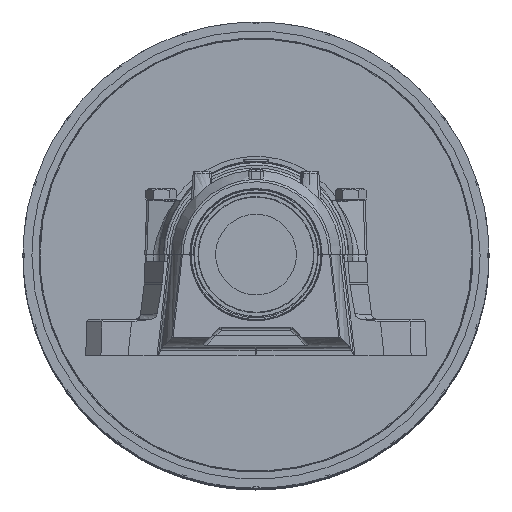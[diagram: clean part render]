
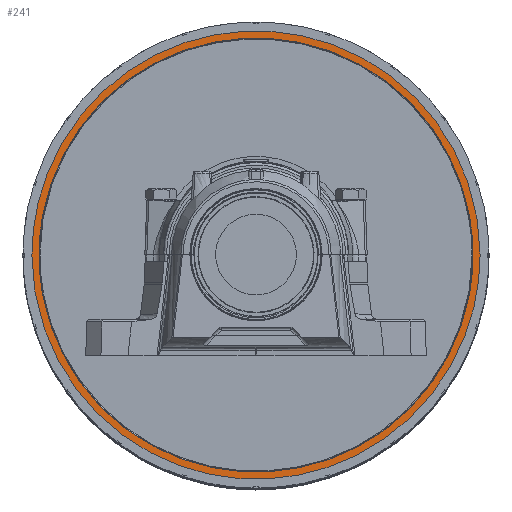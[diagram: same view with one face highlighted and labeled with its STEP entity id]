
A CAD part, top view. The second image highlights one B-rep face of the part: STEP entity #241.
In plain terms, the highlighted free-form (B-spline) face has degree [1, 1] with [2, 2] control points.
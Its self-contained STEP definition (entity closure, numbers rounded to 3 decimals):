
#72 = VERTEX_POINT('',#73);
#73 = CARTESIAN_POINT('',(271.51,0.,673.165));
#78 = EDGE_CURVE('',#79,#72,#81,.T.);
#79 = VERTEX_POINT('',#80);
#80 = CARTESIAN_POINT('',(-271.51,0.,
    673.165));
#81 = ( BOUNDED_CURVE() B_SPLINE_CURVE(2,(#82,#83,#84,#85,#86),
.UNSPECIFIED.,.F.,.F.) B_SPLINE_CURVE_WITH_KNOTS((3,2,3),(3.142,
4.712,6.283),.PIECEWISE_BEZIER_KNOTS.) CURVE() 
GEOMETRIC_REPRESENTATION_ITEM() RATIONAL_B_SPLINE_CURVE((1.,
0.707,1.,0.707,1.)) REPRESENTATION_ITEM('') );
#82 = CARTESIAN_POINT('',(-271.51,0.,
    673.165));
#83 = CARTESIAN_POINT('',(-271.51,-271.51,
    673.165));
#84 = CARTESIAN_POINT('',(0.,-271.51,
    673.165));
#85 = CARTESIAN_POINT('',(271.51,-271.51,
    673.165));
#86 = CARTESIAN_POINT('',(271.51,0.,
    673.165));
#117 = EDGE_CURVE('',#118,#120,#122,.T.);
#118 = VERTEX_POINT('',#119);
#119 = CARTESIAN_POINT('',(280.485,0.,
    673.165));
#120 = VERTEX_POINT('',#121);
#121 = CARTESIAN_POINT('',(-280.485,0.,673.165));
#122 = ( BOUNDED_CURVE() B_SPLINE_CURVE(2,(#123,#124,#125,#126,#127),
.UNSPECIFIED.,.F.,.F.) B_SPLINE_CURVE_WITH_KNOTS((3,2,3),(0.,
1.571,3.142),.PIECEWISE_BEZIER_KNOTS.) CURVE() 
GEOMETRIC_REPRESENTATION_ITEM() RATIONAL_B_SPLINE_CURVE((1.,
0.707,1.,0.707,1.)) REPRESENTATION_ITEM('') );
#123 = CARTESIAN_POINT('',(280.485,0.,673.165));
#124 = CARTESIAN_POINT('',(280.485,280.485,
    673.165));
#125 = CARTESIAN_POINT('',(0.,280.485,
    673.165));
#126 = CARTESIAN_POINT('',(-280.485,280.485,
    673.165));
#127 = CARTESIAN_POINT('',(-280.485,0.,
    673.165));
#241 = ADVANCED_FACE('',(#242,#253),#264,.T.);
#242 = FACE_BOUND('',#243,.T.);
#243 = EDGE_LOOP('',(#244,#252));
#244 = ORIENTED_EDGE('',*,*,#245,.F.);
#245 = EDGE_CURVE('',#72,#79,#246,.T.);
#246 = ( BOUNDED_CURVE() B_SPLINE_CURVE(2,(#247,#248,#249,#250,#251),
.UNSPECIFIED.,.F.,.F.) B_SPLINE_CURVE_WITH_KNOTS((3,2,3),(0.,
1.571,3.142),.PIECEWISE_BEZIER_KNOTS.) CURVE() 
GEOMETRIC_REPRESENTATION_ITEM() RATIONAL_B_SPLINE_CURVE((1.,
0.707,1.,0.707,1.)) REPRESENTATION_ITEM('') );
#247 = CARTESIAN_POINT('',(271.51,0.,673.165));
#248 = CARTESIAN_POINT('',(271.51,271.51,
    673.165));
#249 = CARTESIAN_POINT('',(0.,271.51,
    673.165));
#250 = CARTESIAN_POINT('',(-271.51,271.51,
    673.165));
#251 = CARTESIAN_POINT('',(-271.51,0.,
    673.165));
#252 = ORIENTED_EDGE('',*,*,#78,.F.);
#253 = FACE_BOUND('',#254,.T.);
#254 = EDGE_LOOP('',(#255,#263));
#255 = ORIENTED_EDGE('',*,*,#256,.T.);
#256 = EDGE_CURVE('',#120,#118,#257,.T.);
#257 = ( BOUNDED_CURVE() B_SPLINE_CURVE(2,(#258,#259,#260,#261,#262),
.UNSPECIFIED.,.F.,.F.) B_SPLINE_CURVE_WITH_KNOTS((3,2,3),(3.142,
4.712,6.283),.PIECEWISE_BEZIER_KNOTS.) CURVE() 
GEOMETRIC_REPRESENTATION_ITEM() RATIONAL_B_SPLINE_CURVE((1.,
0.707,1.,0.707,1.)) REPRESENTATION_ITEM('') );
#258 = CARTESIAN_POINT('',(-280.485,0.,
    673.165));
#259 = CARTESIAN_POINT('',(-280.485,-280.485,
    673.165));
#260 = CARTESIAN_POINT('',(0.,-280.485,
    673.165));
#261 = CARTESIAN_POINT('',(280.485,-280.485,
    673.165));
#262 = CARTESIAN_POINT('',(280.485,0.,
    673.165));
#263 = ORIENTED_EDGE('',*,*,#117,.T.);
#264 = B_SPLINE_SURFACE_WITH_KNOTS('',1,1,(
    (#265,#266)
    ,(#267,#268
    )),.UNSPECIFIED.,.F.,.F.,.F.,(2,2),(2,2),(-250.,250.),(-250.,250.),
  .PIECEWISE_BEZIER_KNOTS.);
#265 = CARTESIAN_POINT('',(-280.485,-280.485,
    673.165));
#266 = CARTESIAN_POINT('',(-280.485,280.485,
    673.165));
#267 = CARTESIAN_POINT('',(280.485,-280.485,
    673.165));
#268 = CARTESIAN_POINT('',(280.485,280.485,
    673.165));
